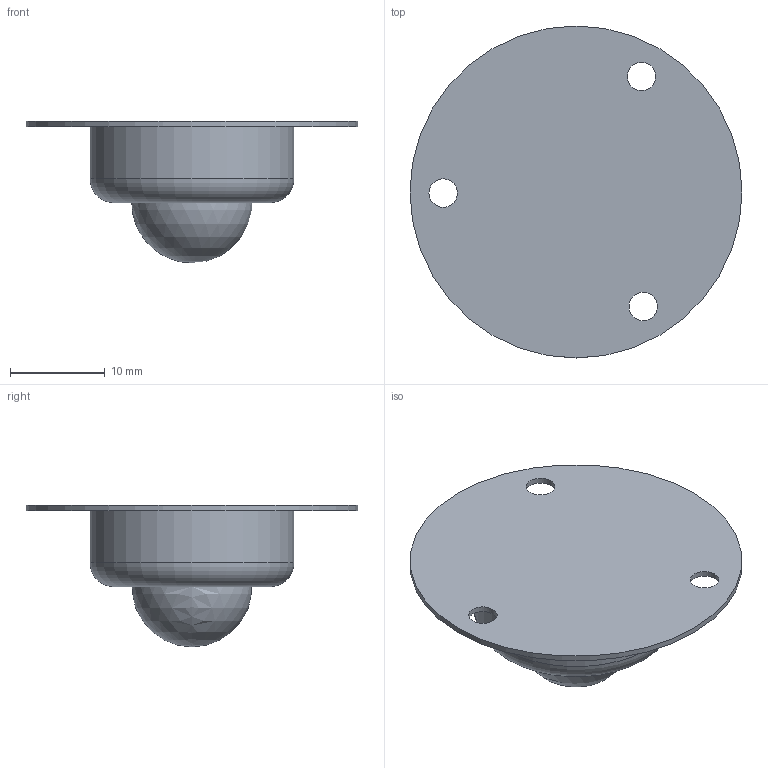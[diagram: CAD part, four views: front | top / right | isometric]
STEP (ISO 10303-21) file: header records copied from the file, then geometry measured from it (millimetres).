
FILE_DESCRIPTION(/* description */ (''),/* implementation_level */ '2;1');
FILE_NAME(/* name */ 'caster wheel v4.step',/* time_stamp */ '2018-09-03T02:24:12+06:00',/* author */ ('abhig1123'),/* organization */ (''),/* preprocessor_version */ 'ST-DEVELOPER v17.2',/* originating_system */ 'Autodesk Translation Framework v7.6.0.251',/* authorisation */ '');
FILE_SCHEMA (('AUTOMOTIVE_DESIGN { 1 0 10303 214 3 1 1 }'));
Length unit declared in the file: millimetre
Products named in the file (5): caster wheel; base; theBall; Component5; Component6
Assembly tree (4 placements, depth 2):
  caster wheel
    base
    theBall
    Component5
    Component6
Bounding box: 35 x 35 x 14.95 mm (x, y, z)
Volume: 3737.2 mm3; surface area: 3090.5 mm2
Topology: 2 solids, 2 shells, 11 faces, 23 edges, 15 vertices
Faces by surface type: cylinder 5, plane 3, sphere 2, torus 1
Full cylindrical faces by diameter (mm): 3 x3, 21.5 x1, 35 x1
Entity records: 462 total; most frequent: DIRECTION 75, CARTESIAN_POINT 55, ORIENTED_EDGE 40, AXIS2_PLACEMENT_3D 35, EDGE_CURVE 20, EDGE_LOOP 19, CIRCLE 15, VERTEX_POINT 15
